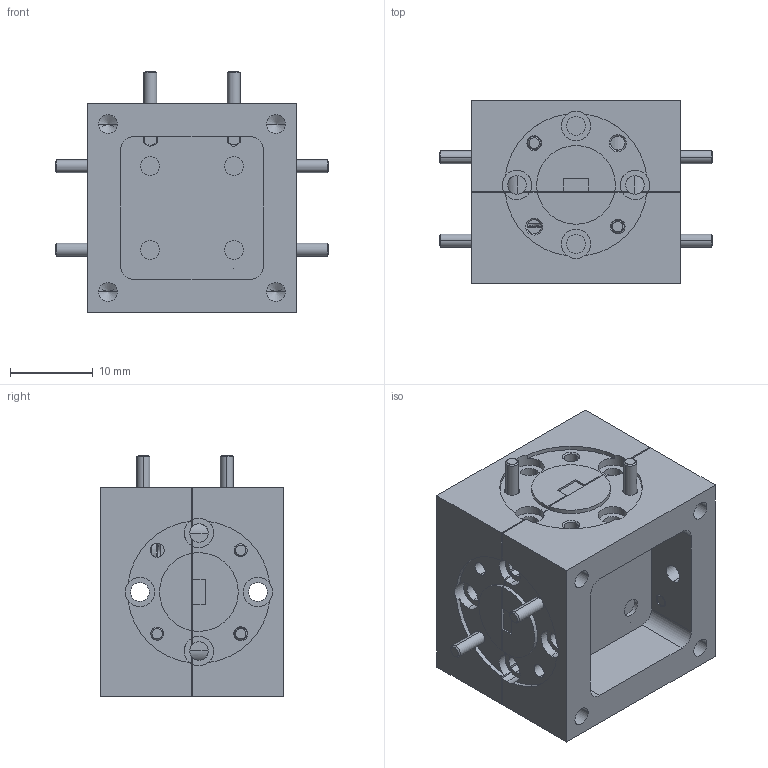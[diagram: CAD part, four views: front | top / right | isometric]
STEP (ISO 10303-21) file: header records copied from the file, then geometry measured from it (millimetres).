
FILE_DESCRIPTION (( 'STEP AP203' ), '1' );
FILE_NAME ('DMWX-12-111-2, Defeatured.STEP', '2021-08-23T22:00:57', ( '' ), ( '' ), 'SwSTEP 2.0', 'SolidWorks 2021', '' );
FILE_SCHEMA (( 'CONFIG_CONTROL_DESIGN' ));
Length unit declared in the file: inch
Products named in the file (1): DMWX-12-111-2, Defeatured
Bounding box: 33.15 x 22.23 x 29.27 mm (x, y, z)
Volume: 9760.5 mm3; surface area: 6702 mm2
Topology: 15 solids, 16 shells, 481 faces, 1208 edges, 749 vertices
Faces by surface type: cylinder 208, plane 167, cone 106
Entity records: 14723 total; most frequent: CARTESIAN_POINT 2875, DIRECTION 2620, ORIENTED_EDGE 2356, EDGE_CURVE 1178, AXIS2_PLACEMENT_3D 1018, VERTEX_POINT 749, LINE 584, VECTOR 584
